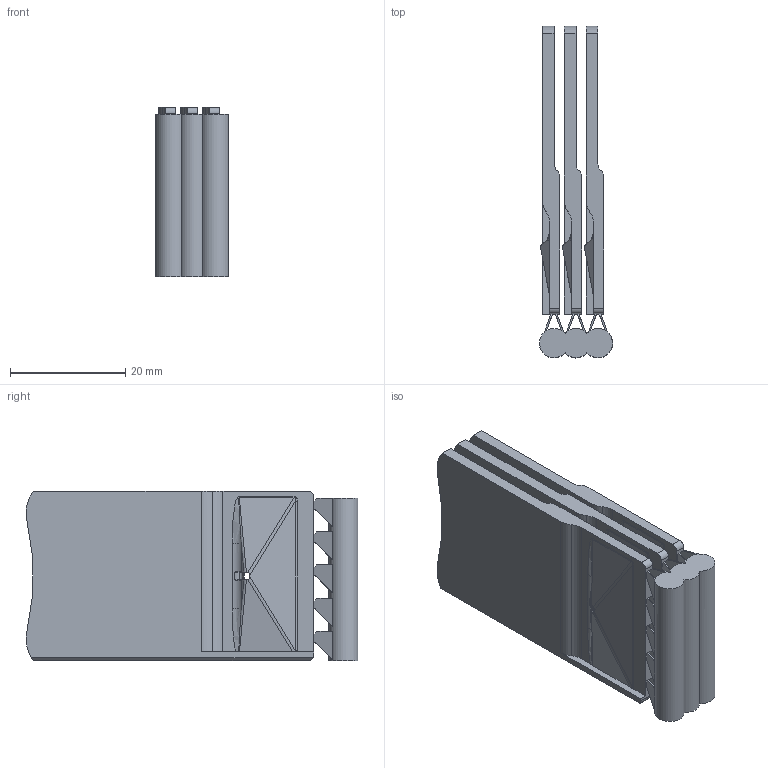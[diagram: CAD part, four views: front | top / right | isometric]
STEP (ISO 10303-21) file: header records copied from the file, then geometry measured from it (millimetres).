
FILE_DESCRIPTION(/* description */ (''),/* implementation_level */ '2;1');
FILE_NAME(/* name */ 'FLY_PYRAMID_E_PHYS_EYAL_3D-PRINTABLE revO_S.stp',/* time_stamp */ '2023-04-17T18:37:41-04:00',/* author */ ('talbotj'),/* organization */ (''),/* preprocessor_version */ 'ST-DEVELOPER v18.1',/* originating_system */ 'Autodesk Inventor 2020',/* authorisation */ '');
FILE_SCHEMA (('AUTOMOTIVE_DESIGN { 1 0 10303 214 3 1 1 }'));
Length unit declared in the file: inch
Products named in the file (1): FLY_PYRAMID_E_PHYS_EYAL_3D-PRINTABLE revO_S
Bounding box: 12.7 x 57.61 x 29.39 mm (x, y, z)
Volume: 8672.2 mm3; surface area: 11687.4 mm2
Topology: 1 solids, 1 shells, 465 faces, 1338 edges, 872 vertices
Faces by surface type: plane 272, cylinder 106, bspline 78, cone 9
Entity records: 16509 total; most frequent: CARTESIAN_POINT 4353, ORIENTED_EDGE 2676, DIRECTION 2323, EDGE_CURVE 1338, VERTEX_POINT 872, LINE 853, VECTOR 853, AXIS2_PLACEMENT_3D 735
